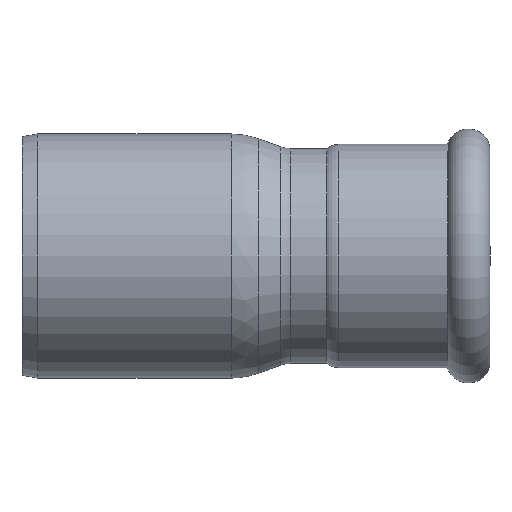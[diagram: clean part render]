
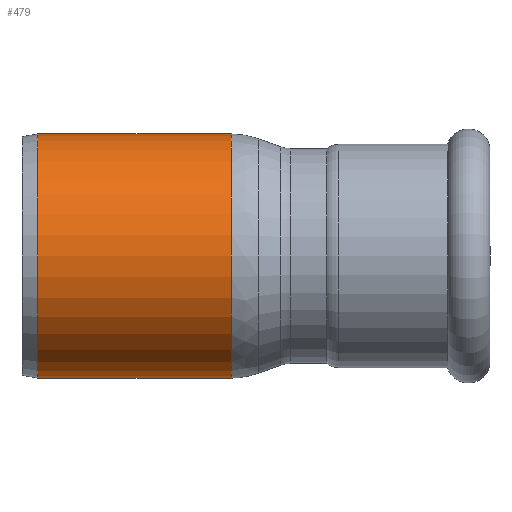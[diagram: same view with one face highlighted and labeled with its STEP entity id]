
A CAD part, front view. The second image highlights one B-rep face of the part: STEP entity #479.
In plain terms, the highlighted cylindrical face has radius 21 mm (diameter 42 mm), a full revolution.
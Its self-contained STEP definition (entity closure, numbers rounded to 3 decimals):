
#49=LINE('',#929,#63);
#63=VECTOR('',#715,21.);
#73=CYLINDRICAL_SURFACE('',#563,21.);
#90=FACE_OUTER_BOUND('',#112,.T.);
#112=EDGE_LOOP('',(#393,#394,#395,#396,#397,#398));
#162=CIRCLE('',#560,21.);
#163=CIRCLE('',#561,21.);
#165=CIRCLE('',#564,21.);
#166=CIRCLE('',#565,21.);
#219=VERTEX_POINT('',#919);
#220=VERTEX_POINT('',#920);
#221=VERTEX_POINT('',#925);
#222=VERTEX_POINT('',#926);
#284=EDGE_CURVE('',#219,#220,#162,.T.);
#285=EDGE_CURVE('',#220,#219,#163,.T.);
#287=EDGE_CURVE('',#221,#222,#165,.T.);
#288=EDGE_CURVE('',#222,#221,#166,.T.);
#289=EDGE_CURVE('',#222,#220,#49,.T.);
#393=ORIENTED_EDGE('',*,*,#287,.F.);
#394=ORIENTED_EDGE('',*,*,#288,.F.);
#395=ORIENTED_EDGE('',*,*,#289,.T.);
#396=ORIENTED_EDGE('',*,*,#285,.T.);
#397=ORIENTED_EDGE('',*,*,#284,.T.);
#398=ORIENTED_EDGE('',*,*,#289,.F.);
#479=ADVANCED_FACE('',(#90),#73,.T.);
#560=AXIS2_PLACEMENT_3D('',#921,#703,#704);
#561=AXIS2_PLACEMENT_3D('',#922,#705,#706);
#563=AXIS2_PLACEMENT_3D('',#924,#709,#710);
#564=AXIS2_PLACEMENT_3D('',#927,#711,#712);
#565=AXIS2_PLACEMENT_3D('',#928,#713,#714);
#703=DIRECTION('center_axis',(-1.,0.,0.));
#704=DIRECTION('ref_axis',(0.,0.,1.));
#705=DIRECTION('center_axis',(-1.,0.,0.));
#706=DIRECTION('ref_axis',(0.,0.,1.));
#709=DIRECTION('center_axis',(-1.,0.,0.));
#710=DIRECTION('ref_axis',(0.,0.,1.));
#711=DIRECTION('center_axis',(-1.,0.,0.));
#712=DIRECTION('ref_axis',(0.,0.,1.));
#713=DIRECTION('center_axis',(-1.,0.,0.));
#714=DIRECTION('ref_axis',(0.,0.,1.));
#715=DIRECTION('',(1.,0.,0.));
#919=CARTESIAN_POINT('',(-44.5,0.,21.));
#920=CARTESIAN_POINT('',(-44.5,0.,-21.));
#921=CARTESIAN_POINT('Origin',(-44.5,0.,0.));
#922=CARTESIAN_POINT('Origin',(-44.5,0.,0.));
#924=CARTESIAN_POINT('Origin',(-61.15,0.,0.));
#925=CARTESIAN_POINT('',(-77.8,0.,21.));
#926=CARTESIAN_POINT('',(-77.8,0.,-21.));
#927=CARTESIAN_POINT('Origin',(-77.8,0.,0.));
#928=CARTESIAN_POINT('Origin',(-77.8,0.,0.));
#929=CARTESIAN_POINT('',(-61.15,0.,-21.));
